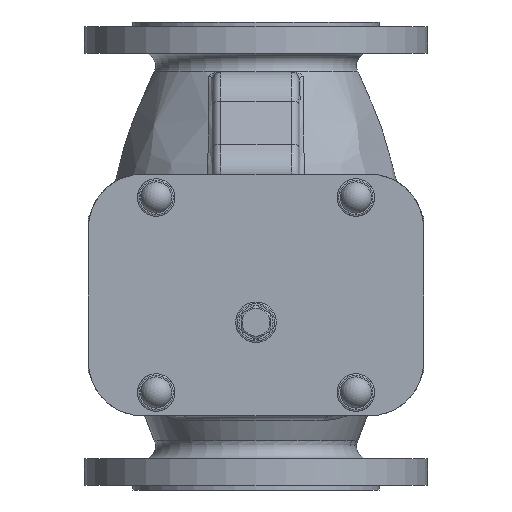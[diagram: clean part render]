
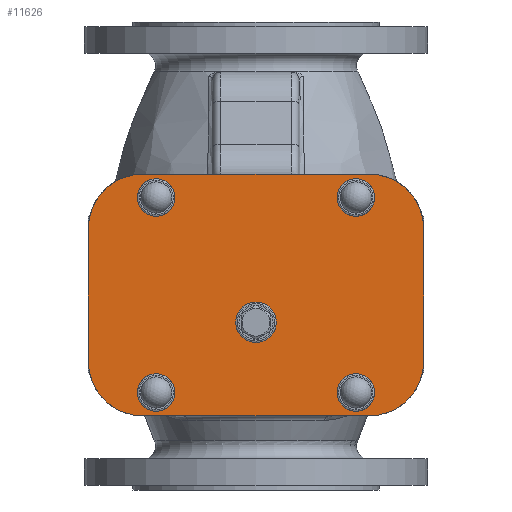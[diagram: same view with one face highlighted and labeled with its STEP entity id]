
A CAD part, front view. The second image highlights one B-rep face of the part: STEP entity #11626.
In plain terms, the highlighted planar face has unit normal (0, -1, 0).
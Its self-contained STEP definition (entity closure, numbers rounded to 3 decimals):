
#841=LINE('',#16649,#1399);
#842=LINE('',#16653,#1400);
#843=LINE('',#16657,#1401);
#844=LINE('',#16661,#1402);
#1399=VECTOR('',#13689,10.);
#1400=VECTOR('',#13692,10.);
#1401=VECTOR('',#13695,10.);
#1402=VECTOR('',#13698,10.);
#1932=PLANE('',#12373);
#2944=FACE_BOUND('',#3821,.T.);
#2945=FACE_BOUND('',#3822,.T.);
#2946=FACE_BOUND('',#3823,.T.);
#2947=FACE_BOUND('',#3824,.T.);
#2948=FACE_BOUND('',#3825,.T.);
#3119=FACE_OUTER_BOUND('',#3820,.T.);
#3820=EDGE_LOOP('',(#8237,#8238,#8239,#8240,#8241,#8242,#8243,#8244));
#3821=EDGE_LOOP('',(#8245));
#3822=EDGE_LOOP('',(#8246));
#3823=EDGE_LOOP('',(#8247));
#3824=EDGE_LOOP('',(#8248));
#3825=EDGE_LOOP('',(#8249));
#4619=CIRCLE('',#12306,12.95);
#4654=CIRCLE('',#12374,35.);
#4655=CIRCLE('',#12375,35.);
#4656=CIRCLE('',#12376,35.);
#4657=CIRCLE('',#12377,35.);
#4658=CIRCLE('',#12378,12.);
#4659=CIRCLE('',#12379,12.);
#4660=CIRCLE('',#12380,12.);
#4661=CIRCLE('',#12381,12.);
#5257=VERTEX_POINT('',#16449);
#5322=VERTEX_POINT('',#16647);
#5323=VERTEX_POINT('',#16648);
#5324=VERTEX_POINT('',#16650);
#5325=VERTEX_POINT('',#16652);
#5326=VERTEX_POINT('',#16654);
#5327=VERTEX_POINT('',#16656);
#5328=VERTEX_POINT('',#16658);
#5329=VERTEX_POINT('',#16660);
#5330=VERTEX_POINT('',#16663);
#5331=VERTEX_POINT('',#16665);
#5332=VERTEX_POINT('',#16667);
#5333=VERTEX_POINT('',#16669);
#6391=EDGE_CURVE('',#5257,#5257,#4619,.T.);
#6479=EDGE_CURVE('',#5322,#5323,#841,.T.);
#6480=EDGE_CURVE('',#5324,#5322,#4654,.T.);
#6481=EDGE_CURVE('',#5325,#5324,#842,.T.);
#6482=EDGE_CURVE('',#5326,#5325,#4655,.T.);
#6483=EDGE_CURVE('',#5327,#5326,#843,.T.);
#6484=EDGE_CURVE('',#5328,#5327,#4656,.T.);
#6485=EDGE_CURVE('',#5329,#5328,#844,.T.);
#6486=EDGE_CURVE('',#5323,#5329,#4657,.T.);
#6487=EDGE_CURVE('',#5330,#5330,#4658,.T.);
#6488=EDGE_CURVE('',#5331,#5331,#4659,.T.);
#6489=EDGE_CURVE('',#5332,#5332,#4660,.T.);
#6490=EDGE_CURVE('',#5333,#5333,#4661,.T.);
#8237=ORIENTED_EDGE('',*,*,#6479,.F.);
#8238=ORIENTED_EDGE('',*,*,#6480,.F.);
#8239=ORIENTED_EDGE('',*,*,#6481,.F.);
#8240=ORIENTED_EDGE('',*,*,#6482,.F.);
#8241=ORIENTED_EDGE('',*,*,#6483,.F.);
#8242=ORIENTED_EDGE('',*,*,#6484,.F.);
#8243=ORIENTED_EDGE('',*,*,#6485,.F.);
#8244=ORIENTED_EDGE('',*,*,#6486,.F.);
#8245=ORIENTED_EDGE('',*,*,#6391,.T.);
#8246=ORIENTED_EDGE('',*,*,#6487,.T.);
#8247=ORIENTED_EDGE('',*,*,#6488,.T.);
#8248=ORIENTED_EDGE('',*,*,#6489,.T.);
#8249=ORIENTED_EDGE('',*,*,#6490,.F.);
#11626=ADVANCED_FACE('',(#3119,#2944,#2945,#2946,#2947,#2948),#1932,.F.);
#12306=AXIS2_PLACEMENT_3D('',#16450,#13506,#13507);
#12373=AXIS2_PLACEMENT_3D('',#16646,#13687,#13688);
#12374=AXIS2_PLACEMENT_3D('',#16651,#13690,#13691);
#12375=AXIS2_PLACEMENT_3D('',#16655,#13693,#13694);
#12376=AXIS2_PLACEMENT_3D('',#16659,#13696,#13697);
#12377=AXIS2_PLACEMENT_3D('',#16662,#13699,#13700);
#12378=AXIS2_PLACEMENT_3D('',#16664,#13701,#13702);
#12379=AXIS2_PLACEMENT_3D('',#16666,#13703,#13704);
#12380=AXIS2_PLACEMENT_3D('',#16668,#13705,#13706);
#12381=AXIS2_PLACEMENT_3D('',#16670,#13707,#13708);
#13506=DIRECTION('center_axis',(0.,1.,0.));
#13507=DIRECTION('ref_axis',(1.,0.,0.));
#13687=DIRECTION('center_axis',(0.,1.,0.));
#13688=DIRECTION('ref_axis',(1.,0.,0.));
#13689=DIRECTION('',(0.,0.,1.));
#13690=DIRECTION('center_axis',(0.,1.,0.));
#13691=DIRECTION('ref_axis',(0.,0.,
-1.));
#13692=DIRECTION('',(-1.,0.,0.));
#13693=DIRECTION('center_axis',(0.,1.,0.));
#13694=DIRECTION('ref_axis',(1.,0.,0.));
#13695=DIRECTION('',(0.,0.,-1.));
#13696=DIRECTION('center_axis',(0.,1.,0.));
#13697=DIRECTION('ref_axis',(0.,0.,
1.));
#13698=DIRECTION('',(1.,0.,0.));
#13699=DIRECTION('center_axis',(0.,1.,0.));
#13700=DIRECTION('ref_axis',(-1.,0.,0.));
#13701=DIRECTION('center_axis',(0.,1.,0.));
#13702=DIRECTION('ref_axis',(1.,0.,0.));
#13703=DIRECTION('center_axis',(0.,1.,0.));
#13704=DIRECTION('ref_axis',(1.,0.,0.));
#13705=DIRECTION('center_axis',(0.,1.,0.));
#13706=DIRECTION('ref_axis',(1.,0.,0.));
#13707=DIRECTION('center_axis',(0.,-1.,0.));
#13708=DIRECTION('ref_axis',(1.,0.,0.));
#16449=CARTESIAN_POINT('',(-12.95,-153.,-42.5));
#16450=CARTESIAN_POINT('Origin',(0.,-153.,-42.5));
#16646=CARTESIAN_POINT('Origin',(0.,-153.,-25.));
#16647=CARTESIAN_POINT('',(-107.5,-153.,-67.5));
#16648=CARTESIAN_POINT('',(-107.5,-153.,17.5));
#16649=CARTESIAN_POINT('',(-107.5,-153.,-67.5));
#16650=CARTESIAN_POINT('',(-72.5,-153.,-102.5));
#16651=CARTESIAN_POINT('Origin',(-72.5,-153.,-67.5));
#16652=CARTESIAN_POINT('',(72.5,-153.,-102.5));
#16653=CARTESIAN_POINT('',(72.5,-153.,-102.5));
#16654=CARTESIAN_POINT('',(107.5,-153.,-67.5));
#16655=CARTESIAN_POINT('Origin',(72.5,-153.,-67.5));
#16656=CARTESIAN_POINT('',(107.5,-153.,17.5));
#16657=CARTESIAN_POINT('',(107.5,-153.,17.5));
#16658=CARTESIAN_POINT('',(72.5,-153.,52.5));
#16659=CARTESIAN_POINT('Origin',(72.5,-153.,17.5));
#16660=CARTESIAN_POINT('',(-72.5,-153.,52.5));
#16661=CARTESIAN_POINT('',(-72.5,-153.,52.5));
#16662=CARTESIAN_POINT('Origin',(-72.5,-153.,17.5));
#16663=CARTESIAN_POINT('',(-76.,-153.,-87.5));
#16664=CARTESIAN_POINT('Origin',(-64.,-153.,-87.5));
#16665=CARTESIAN_POINT('',(-76.,-153.,37.5));
#16666=CARTESIAN_POINT('Origin',(-64.,-153.,37.5));
#16667=CARTESIAN_POINT('',(52.,-153.,-87.5));
#16668=CARTESIAN_POINT('Origin',(64.,-153.,-87.5));
#16669=CARTESIAN_POINT('',(52.,-153.,37.5));
#16670=CARTESIAN_POINT('Origin',(64.,-153.,37.5));
